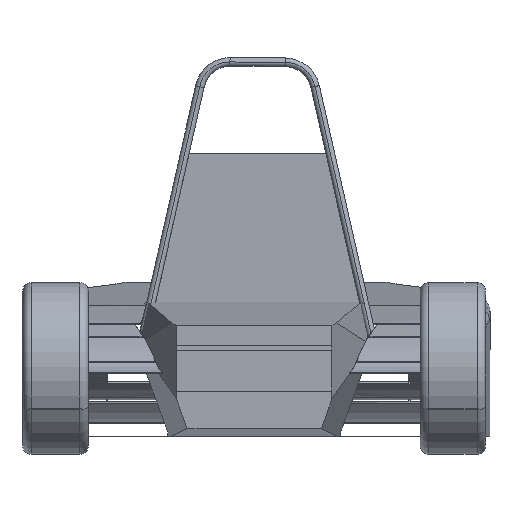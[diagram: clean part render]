
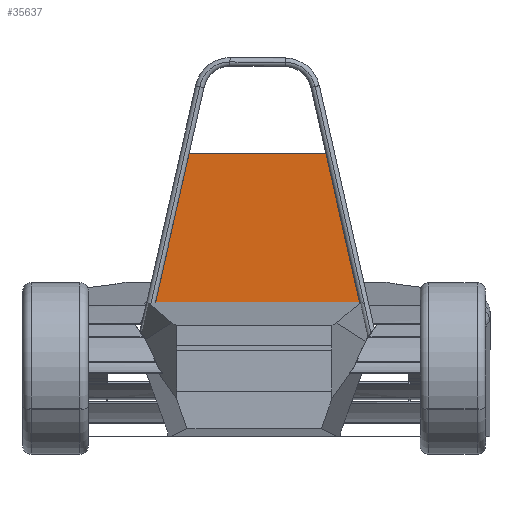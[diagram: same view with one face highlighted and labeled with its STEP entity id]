
A CAD part, left-side view. The second image highlights one B-rep face of the part: STEP entity #35637.
In plain terms, the highlighted planar face has unit normal (-1, 0, 0).
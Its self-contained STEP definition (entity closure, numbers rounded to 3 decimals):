
#35520=CARTESIAN_POINT('Vertex',(0.,-348.4,314.1)) ;
#35525=CARTESIAN_POINT('Line Origine',(0.,-3.35,314.1)) ;
#35529=CARTESIAN_POINT('Vertex',(0.,341.7,314.1)) ;
#35556=CARTESIAN_POINT('Line Origine',(0.,-344.032,333.316)) ;
#35560=CARTESIAN_POINT('Vertex',(0.,-339.664,352.533)) ;
#35582=CARTESIAN_POINT('Axis2P3D Location',(0.,0.,0.)) ;
#35587=CARTESIAN_POINT('Line Origine',(0.,336.482,337.825)) ;
#35591=CARTESIAN_POINT('Vertex',(0.,331.264,361.55)) ;
#35594=CARTESIAN_POINT('Line Origine',(0.,-332.794,350.98)) ;
#35598=CARTESIAN_POINT('Vertex',(0.,-325.924,349.427)) ;
#35601=CARTESIAN_POINT('Line Origine',(0.,-264.506,621.164)) ;
#35605=CARTESIAN_POINT('Vertex',(0.,-203.088,892.9)) ;
#35608=CARTESIAN_POINT('Line Origine',(0.,0.,892.9)) ;
#35612=CARTESIAN_POINT('Vertex',(0.,203.088,892.9)) ;
#35615=CARTESIAN_POINT('Line Origine',(0.,263.332,626.356)) ;
#35619=CARTESIAN_POINT('Vertex',(0.,323.577,359.812)) ;
#35622=CARTESIAN_POINT('Line Origine',(0.,327.42,360.681)) ;
#35526=DIRECTION('Vector Direction',(0.,1.,0.)) ;
#35557=DIRECTION('Vector Direction',(0.,-0.222,-0.975)) ;
#35583=DIRECTION('Axis2P3D Direction',(1.,0.,0.)) ;
#35584=DIRECTION('Axis2P3D XDirection',(0.,1.,0.)) ;
#35588=DIRECTION('Vector Direction',(0.,-0.215,0.977)) ;
#35595=DIRECTION('Vector Direction',(0.,0.975,-0.22)) ;
#35602=DIRECTION('Vector Direction',(0.,-0.22,-0.975)) ;
#35609=DIRECTION('Vector Direction',(0.,-1.,0.)) ;
#35616=DIRECTION('Vector Direction',(0.,0.22,-0.975)) ;
#35623=DIRECTION('Vector Direction',(0.,-0.975,-0.22)) ;
#35585=AXIS2_PLACEMENT_3D('Plane Axis2P3D',#35582,#35583,#35584) ;
#35628=ORIENTED_EDGE('',*,*,#35593,.F.) ;
#35629=ORIENTED_EDGE('',*,*,#35531,.F.) ;
#35630=ORIENTED_EDGE('',*,*,#35562,.F.) ;
#35631=ORIENTED_EDGE('',*,*,#35600,.T.) ;
#35632=ORIENTED_EDGE('',*,*,#35607,.F.) ;
#35633=ORIENTED_EDGE('',*,*,#35614,.F.) ;
#35634=ORIENTED_EDGE('',*,*,#35621,.T.) ;
#35635=ORIENTED_EDGE('',*,*,#35626,.F.) ;
#35527=VECTOR('Line Direction',#35526,1.) ;
#35558=VECTOR('Line Direction',#35557,1.) ;
#35589=VECTOR('Line Direction',#35588,1.) ;
#35596=VECTOR('Line Direction',#35595,1.) ;
#35603=VECTOR('Line Direction',#35602,1.) ;
#35610=VECTOR('Line Direction',#35609,1.) ;
#35617=VECTOR('Line Direction',#35616,1.) ;
#35624=VECTOR('Line Direction',#35623,1.) ;
#35637=ADVANCED_FACE('',(#35636),#35586,.F.) ;
#35531=EDGE_CURVE('',#35521,#35530,#35528,.T.) ;
#35562=EDGE_CURVE('',#35561,#35521,#35559,.T.) ;
#35593=EDGE_CURVE('',#35530,#35592,#35590,.T.) ;
#35600=EDGE_CURVE('',#35561,#35599,#35597,.T.) ;
#35607=EDGE_CURVE('',#35606,#35599,#35604,.T.) ;
#35614=EDGE_CURVE('',#35613,#35606,#35611,.T.) ;
#35621=EDGE_CURVE('',#35613,#35620,#35618,.T.) ;
#35626=EDGE_CURVE('',#35592,#35620,#35625,.T.) ;
#35627=EDGE_LOOP('',(#35628,#35629,#35630,#35631,#35632,#35633,#35634,#35635)) ;
#35636=FACE_OUTER_BOUND('',#35627,.T.) ;
#35528=LINE('Line',#35525,#35527) ;
#35559=LINE('Line',#35556,#35558) ;
#35590=LINE('Line',#35587,#35589) ;
#35597=LINE('Line',#35594,#35596) ;
#35604=LINE('Line',#35601,#35603) ;
#35611=LINE('Line',#35608,#35610) ;
#35618=LINE('Line',#35615,#35617) ;
#35625=LINE('Line',#35622,#35624) ;
#35586=PLANE('Plane',#35585) ;
#35521=VERTEX_POINT('',#35520) ;
#35530=VERTEX_POINT('',#35529) ;
#35561=VERTEX_POINT('',#35560) ;
#35592=VERTEX_POINT('',#35591) ;
#35599=VERTEX_POINT('',#35598) ;
#35606=VERTEX_POINT('',#35605) ;
#35613=VERTEX_POINT('',#35612) ;
#35620=VERTEX_POINT('',#35619) ;
